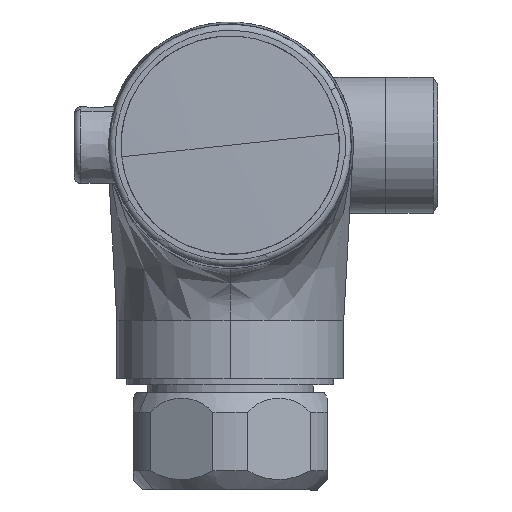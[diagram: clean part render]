
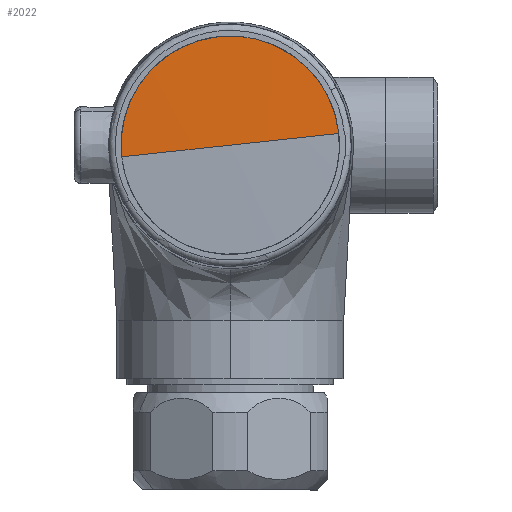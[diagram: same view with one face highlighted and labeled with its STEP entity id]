
A CAD part, left-side view. The second image highlights one B-rep face of the part: STEP entity #2022.
In plain terms, the highlighted spherical face has radius 600 mm.
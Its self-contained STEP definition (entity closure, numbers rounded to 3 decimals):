
#153 = CARTESIAN_POINT ( 'NONE',  ( 452.25, 0., 0. ) ) ;
#614 = CIRCLE ( 'NONE', #4901, 16.85 ) ;
#645 = DIRECTION ( 'NONE',  ( 0., 0.994, -0.107 ) ) ;
#1135 = AXIS2_PLACEMENT_3D ( 'NONE', #4410, #2928, #1923 ) ;
#1214 = CARTESIAN_POINT ( 'NONE',  ( 452.25, 0., 0. ) ) ;
#1310 = CARTESIAN_POINT ( 'NONE',  ( -147.513, -16.753, 1.805 ) ) ;
#1616 = ORIENTED_EDGE ( 'NONE', *, *, #3726, .F. ) ;
#1712 = DIRECTION ( 'NONE',  ( 0., -0.994, 0.107 ) ) ;
#1762 = VERTEX_POINT ( 'NONE', #1838 ) ;
#1836 = CIRCLE ( 'NONE', #4448, 600. ) ;
#1838 = CARTESIAN_POINT ( 'NONE',  ( -147.75, 0., 0. ) ) ;
#1860 = AXIS2_PLACEMENT_3D ( 'NONE', #1214, #4696, #1712 ) ;
#1923 = DIRECTION ( 'NONE',  ( 0., 0.994, -0.107 ) ) ;
#1935 = CARTESIAN_POINT ( 'NONE',  ( -147.513, 0., 0. ) ) ;
#1982 = VERTEX_POINT ( 'NONE', #5163 ) ;
#2022 = ADVANCED_FACE ( 'NONE', ( #2993 ), #4637, .T. ) ;
#2335 = ORIENTED_EDGE ( 'NONE', *, *, #4323, .T. ) ;
#2436 = DIRECTION ( 'NONE',  ( 0., 0.924, 0.383 ) ) ;
#2928 = DIRECTION ( 'NONE',  ( 0., -0.107, -0.994 ) ) ;
#2993 = FACE_OUTER_BOUND ( 'NONE', #3103, .T. ) ;
#3103 = EDGE_LOOP ( 'NONE', ( #1616, #5675, #2335 ) ) ;
#3138 = EDGE_CURVE ( 'NONE', #4446, #1982, #614, .T. ) ;
#3617 = DIRECTION ( 'NONE',  ( 0., -0.107, -0.994 ) ) ;
#3726 = EDGE_CURVE ( 'NONE', #4446, #1762, #1836, .T. ) ;
#4073 = CIRCLE ( 'NONE', #1860, 600. ) ;
#4323 = EDGE_CURVE ( 'NONE', #1982, #1762, #4073, .T. ) ;
#4410 = CARTESIAN_POINT ( 'NONE',  ( 452.25, 0., 0. ) ) ;
#4446 = VERTEX_POINT ( 'NONE', #1310 ) ;
#4448 = AXIS2_PLACEMENT_3D ( 'NONE', #153, #3617, #645 ) ;
#4637 = SPHERICAL_SURFACE ( 'NONE', #1135, 600. ) ;
#4696 = DIRECTION ( 'NONE',  ( 0., 0.107, 0.994 ) ) ;
#4901 = AXIS2_PLACEMENT_3D ( 'NONE', #1935, #5405, #2436 ) ;
#5163 = CARTESIAN_POINT ( 'NONE',  ( -147.513, 16.753, -1.805 ) ) ;
#5405 = DIRECTION ( 'NONE',  ( -1., 0., 0. ) ) ;
#5675 = ORIENTED_EDGE ( 'NONE', *, *, #3138, .T. ) ;
